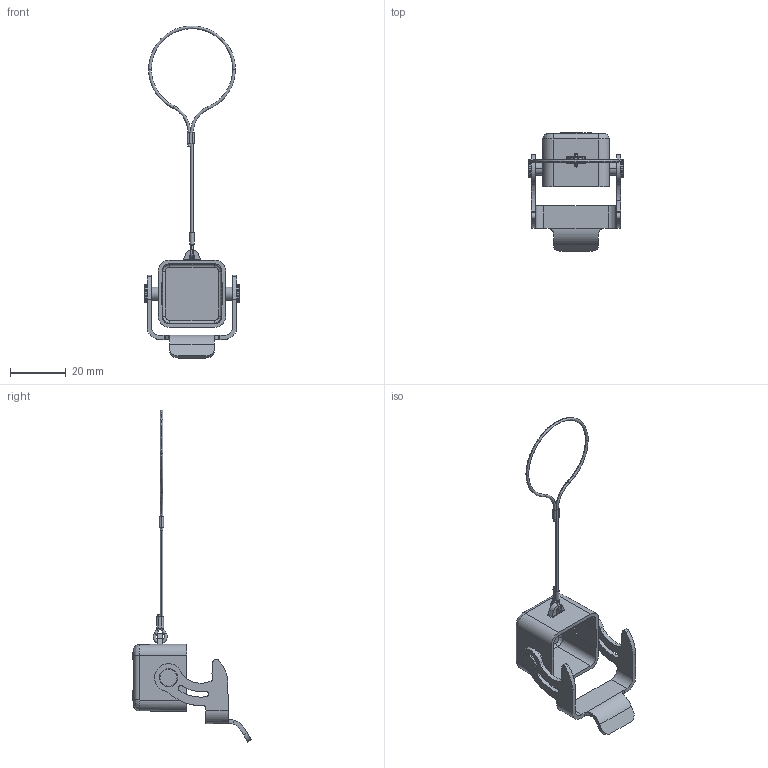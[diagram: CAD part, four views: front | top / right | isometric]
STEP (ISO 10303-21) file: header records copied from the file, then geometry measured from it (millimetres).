
FILE_DESCRIPTION((''),'2;1');
FILE_NAME('H3A-MCV-1L_1M_V1_0','2023-12-15T',('lj.zou'),(''),'PRO/ENGINEER BY PARAMETRIC TECHNOLOGY CORPORATION, 2012480','PRO/ENGINEER BY PARAMETRIC TECHNOLOGY CORPORATION, 2012480','');
FILE_SCHEMA(('CONFIG_CONTROL_DESIGN'));
Length unit declared in the file: millimetre
Products named in the file (1): H3A-MCV-1L_1M_V1_0
Bounding box: 33.88 x 42.38 x 118.63 mm (x, y, z)
Volume: 4452 mm3; surface area: 7245.9 mm2
Topology: 1 solids, 1 shells, 252 faces, 689 edges, 455 vertices
Faces by surface type: cylinder 111, plane 102, bspline 24, torus 10, cone 4, sphere 1
Entity records: 9287 total; most frequent: CARTESIAN_POINT 2858, ORIENTED_EDGE 1378, DIRECTION 1300, EDGE_CURVE 689, AXIS2_PLACEMENT_3D 474, VERTEX_POINT 455, VECTOR 352, LINE 352
